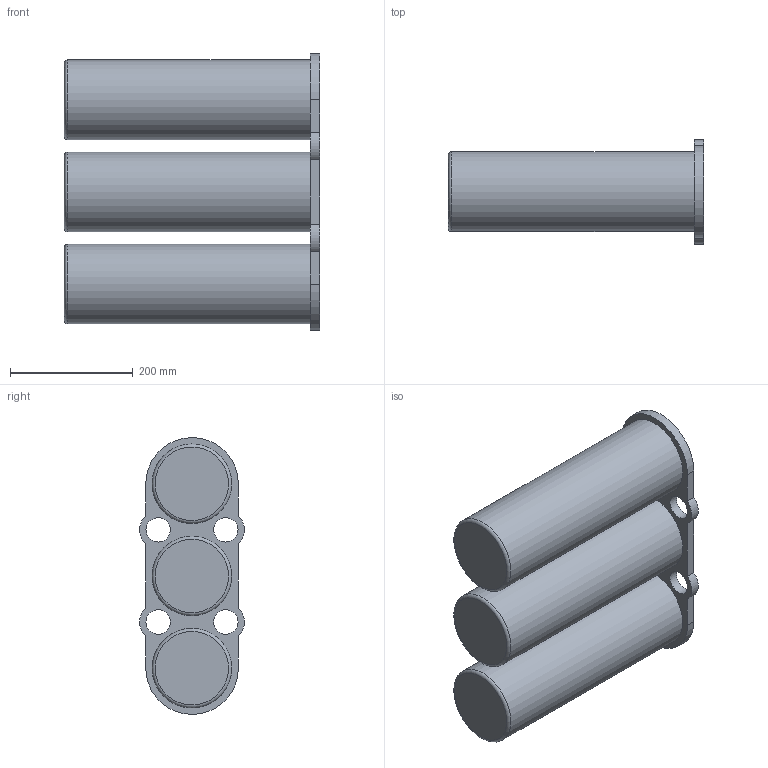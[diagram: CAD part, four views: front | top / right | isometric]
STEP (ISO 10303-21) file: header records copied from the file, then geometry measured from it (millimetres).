
FILE_DESCRIPTION(/* description */ (''),/* implementation_level */ '2;1');
FILE_NAME(/* name */ 'VESC_Capacitors_v1.step',/* time_stamp */ '2025-03-29T15:18:28+01:00',/* author */ (''),/* organization */ (''),/* preprocessor_version */ 'ST-DEVELOPER v20.1',/* originating_system */ 'Autodesk Translation Framework v14.4.0.0',/* authorisation */ '');
FILE_SCHEMA (('AUTOMOTIVE_DESIGN { 1 0 10303 214 3 1 1 }'));
Length unit declared in the file: millimetre
Products named in the file (2): VESC_Capacitors; Component1
Assembly tree (1 placements, depth 2):
  VESC_Capacitors
    Component1
Bounding box: 415 x 170.24 x 450.23 mm (x, y, z)
Volume: 17568885.7 mm3; surface area: 769915.3 mm2
Topology: 2 solids, 2 shells, 45 faces, 111 edges, 73 vertices
Faces by surface type: cylinder 23, plane 19, torus 3
Full cylindrical faces by diameter (mm): 39.825 x8, 129.481 x3
Entity records: 1439 total; most frequent: DIRECTION 259, CARTESIAN_POINT 232, ORIENTED_EDGE 222, EDGE_CURVE 111, AXIS2_PLACEMENT_3D 100, VERTEX_POINT 73, EDGE_LOOP 64, LINE 59
